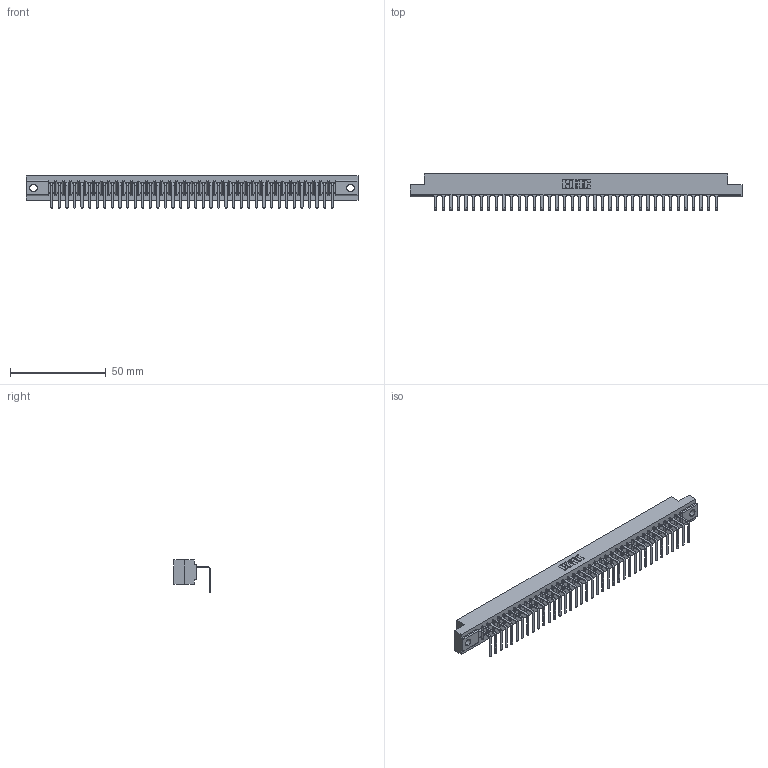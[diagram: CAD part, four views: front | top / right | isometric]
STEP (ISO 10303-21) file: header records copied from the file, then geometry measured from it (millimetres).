
FILE_DESCRIPTION (( 'STEP AP203' ), '1' );
FILE_NAME ('307-038-558-102.STEP', '2019-09-05T14:48:38', ( '' ), ( '' ), 'SwSTEP 2.0', 'SolidWorks 2016', '' );
FILE_SCHEMA (( 'CONFIG_CONTROL_DESIGN' ));
Length unit declared in the file: inch
Products named in the file (3): 307-038-558-102; 307-290-001_558 - 2 (Single); 307 Part_.128 Dia Mounting Holes
Assembly tree (39 placements, depth 2):
  307-038-558-102
    307 Part_.128 Dia Mounting Holes
    307-290-001_558 - 2 (Single)  x38
Bounding box: 173.58 x 18.96 x 16.8 mm (x, y, z)
Volume: 18081.8 mm3; surface area: 20007.4 mm2
Topology: 39 solids, 39 shells, 2437 faces, 6935 edges, 4466 vertices
Faces by surface type: plane 1552, cylinder 807, sphere 78
Entity records: 33176 total; most frequent: CARTESIAN_POINT 5588, ORIENTED_EDGE 5574, DIRECTION 5437, EDGE_CURVE 2787, VECTOR 2135, LINE 2135, VERTEX_POINT 1802, AXIS2_PLACEMENT_3D 1651
